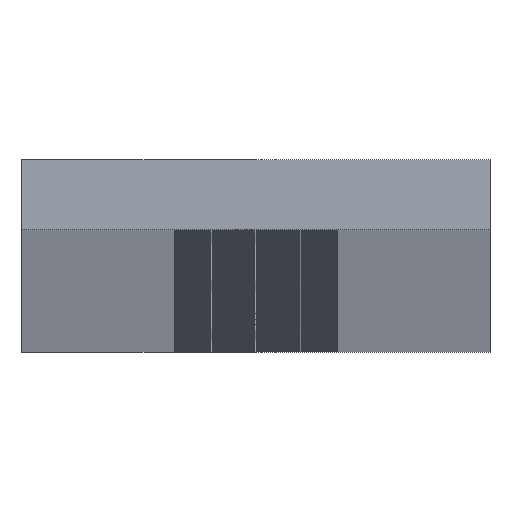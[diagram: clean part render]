
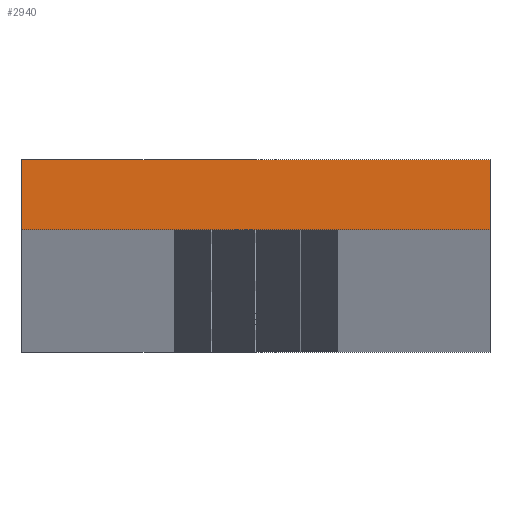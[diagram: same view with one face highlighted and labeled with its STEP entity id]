
A CAD part, top view. The second image highlights one B-rep face of the part: STEP entity #2940.
In plain terms, the highlighted planar face has unit normal (0, 0, 1).
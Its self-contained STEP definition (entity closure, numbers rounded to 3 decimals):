
#67 = LINE ( 'NONE', #3355, #18782 ) ;
#223 = AXIS2_PLACEMENT_3D ( 'NONE', #6283, #19061, #14476 ) ;
#277 = CARTESIAN_POINT ( 'NONE',  ( 10., 0., 0. ) ) ;
#368 = DIRECTION ( 'NONE',  ( 0., 1., 0. ) ) ;
#1072 = PLANE ( 'NONE',  #223 ) ;
#1488 = DIRECTION ( 'NONE',  ( 1., 0., 0. ) ) ;
#1734 = EDGE_LOOP ( 'NONE', ( #16265, #20272, #17826, #13549 ) ) ;
#1890 = CARTESIAN_POINT ( 'NONE',  ( -10., 0., 0. ) ) ;
#1970 = LINE ( 'NONE', #277, #18394 ) ;
#2116 = DIRECTION ( 'NONE',  ( 1., 0., 0. ) ) ;
#2502 = CARTESIAN_POINT ( 'NONE',  ( 10., -3., 0. ) ) ;
#2940 = ADVANCED_FACE ( 'NONE', ( #20864 ), #1072, .F. ) ;
#3355 = CARTESIAN_POINT ( 'NONE',  ( -10., -3., 0. ) ) ;
#3702 = CARTESIAN_POINT ( 'NONE',  ( -10., -3., 0. ) ) ;
#6283 = CARTESIAN_POINT ( 'NONE',  ( 0., 0., 0. ) ) ;
#7661 = LINE ( 'NONE', #9587, #19609 ) ;
#8173 = DIRECTION ( 'NONE',  ( 0., -1., 0. ) ) ;
#9162 = VERTEX_POINT ( 'NONE', #3702 ) ;
#9587 = CARTESIAN_POINT ( 'NONE',  ( -10., -3., 0. ) ) ;
#10754 = EDGE_CURVE ( 'NONE', #20705, #12710, #18404, .T. ) ;
#12001 = EDGE_CURVE ( 'NONE', #9162, #20705, #67, .T. ) ;
#12710 = VERTEX_POINT ( 'NONE', #14371 ) ;
#13549 = ORIENTED_EDGE ( 'NONE', *, *, #12001, .F. ) ;
#14371 = CARTESIAN_POINT ( 'NONE',  ( 10., 0., 0. ) ) ;
#14476 = DIRECTION ( 'NONE',  ( -1., 0., 0. ) ) ;
#16265 = ORIENTED_EDGE ( 'NONE', *, *, #16668, .T. ) ;
#16668 = EDGE_CURVE ( 'NONE', #9162, #17489, #7661, .T. ) ;
#16699 = CARTESIAN_POINT ( 'NONE',  ( -10., 0., 0. ) ) ;
#17489 = VERTEX_POINT ( 'NONE', #2502 ) ;
#17826 = ORIENTED_EDGE ( 'NONE', *, *, #10754, .F. ) ;
#18394 = VECTOR ( 'NONE', #8173, 1000. ) ;
#18404 = LINE ( 'NONE', #16699, #20168 ) ;
#18782 = VECTOR ( 'NONE', #368, 1000. ) ;
#19061 = DIRECTION ( 'NONE',  ( 0., 0., -1. ) ) ;
#19609 = VECTOR ( 'NONE', #1488, 1000. ) ;
#20168 = VECTOR ( 'NONE', #2116, 1000. ) ;
#20272 = ORIENTED_EDGE ( 'NONE', *, *, #20988, .F. ) ;
#20705 = VERTEX_POINT ( 'NONE', #1890 ) ;
#20864 = FACE_OUTER_BOUND ( 'NONE', #1734, .T. ) ;
#20988 = EDGE_CURVE ( 'NONE', #12710, #17489, #1970, .T. ) ;
